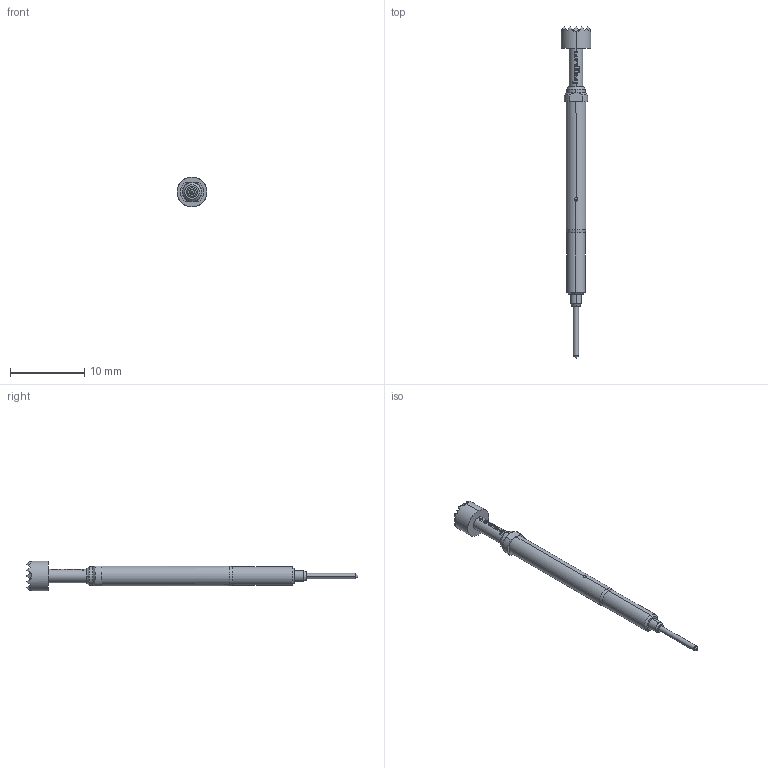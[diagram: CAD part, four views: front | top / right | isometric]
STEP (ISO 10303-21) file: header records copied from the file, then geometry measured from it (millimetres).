
FILE_DESCRIPTION (( 'STEP AP203' ), '1' );
FILE_NAME ('INGUN_SKS-465_306_400_A_xx02_MF.STEP', '2022-02-15T05:36:09', ( 'ochi' ), ( '' ), 'SwSTEP 2.0', 'SolidWorks 2018', '' );
FILE_SCHEMA (( 'CONFIG_CONTROL_DESIGN' ));
Length unit declared in the file: millimetre
Products named in the file (1): INGUN_SKS-465_306_400_A_xx02_MF
Bounding box: 4 x 44.8 x 4 mm (x, y, z)
Volume: 200.6 mm3; surface area: 355.5 mm2
Topology: 1 solids, 1 shells, 221 faces, 522 edges, 309 vertices
Faces by surface type: plane 146, cylinder 35, bspline 26, cone 10, torus 4
Entity records: 6895 total; most frequent: CARTESIAN_POINT 2103, ORIENTED_EDGE 1044, DIRECTION 898, EDGE_CURVE 522, AXIS2_PLACEMENT_3D 328, VERTEX_POINT 309, VECTOR 242, LINE 242
